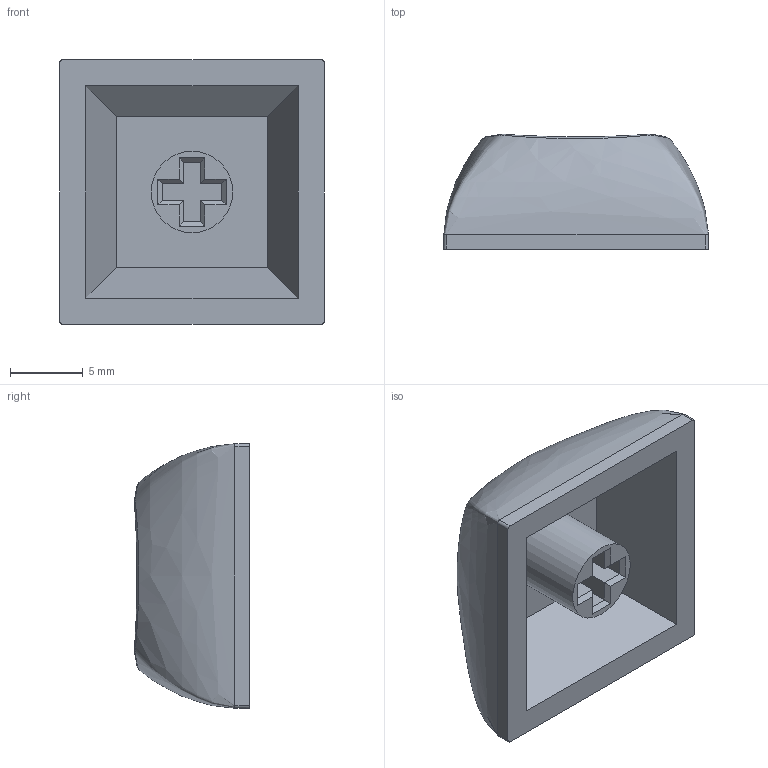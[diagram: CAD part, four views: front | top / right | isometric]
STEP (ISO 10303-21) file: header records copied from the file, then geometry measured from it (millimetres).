
FILE_DESCRIPTION(/* description */ ('STEP AP242','CAx-IF Rec.Pracs.---Representation and Presentation of Product Manufacturing Information (PMI)---4.0---2014-10-13','CAx-IF Rec.Pracs.---3D Tessellated Geometry---0.4---2014-09-14','2;1'),/* implementation_level */ '2;1');
FILE_NAME(/* name */ '684f7275c5e526361d686253',/* time_stamp */ '2025-06-16T01:25:10Z',/* author */ (''),/* organization */ (''),/* preprocessor_version */ 'ST-DEVELOPER v20',/* originating_system */ 'ONSHAPE BY PTC INC, 1.199',/* authorisation */ ' ');
FILE_SCHEMA (('AP242_MANAGED_MODEL_BASED_3D_ENGINEERING_MIM_LF { 1 0 10303 442 1 1 4 }'));
Length unit declared in the file: metre
Products named in the file (3): DSA 1u v2; MX Mount v1
Assembly tree (2 placements, depth 2):
  DSA 1u v2
    DSA 1u v2
    MX Mount v1
Bounding box: 18.2 x 7.9 x 18.2 mm (x, y, z)
Volume: 1376.4 mm3; surface area: 1615.8 mm2
Topology: 2 solids, 2 shells, 72 faces, 178 edges, 114 vertices
Faces by surface type: plane 63, cylinder 6, bspline 2, sphere 1
Full cylindrical faces by diameter (mm): 5.6 x2
Entity records: 2746 total; most frequent: CARTESIAN_POINT 1037, ORIENTED_EDGE 344, DIRECTION 309, EDGE_CURVE 172, LINE 147, VECTOR 147, VERTEX_POINT 112, AXIS2_PLACEMENT_3D 81
